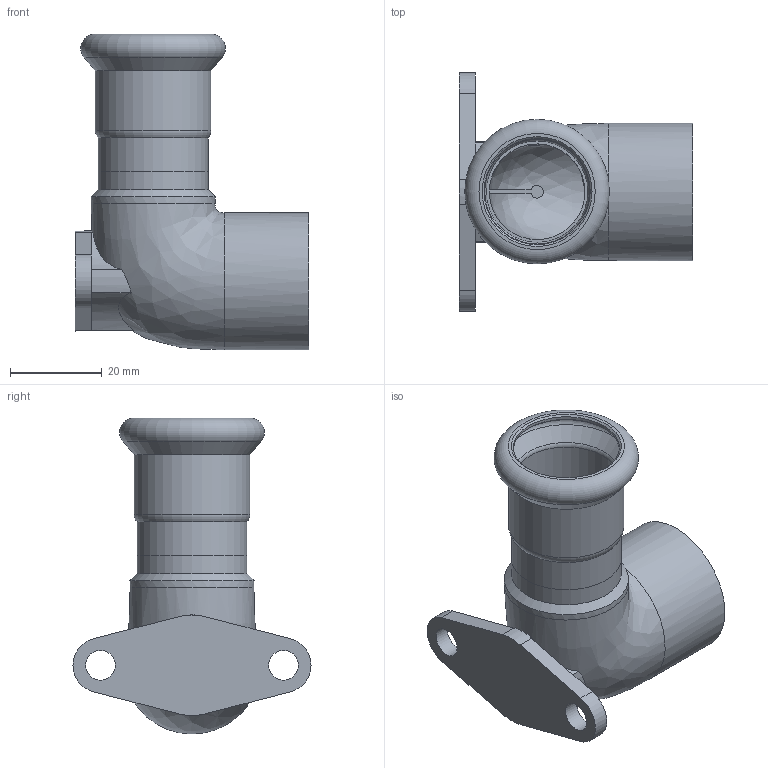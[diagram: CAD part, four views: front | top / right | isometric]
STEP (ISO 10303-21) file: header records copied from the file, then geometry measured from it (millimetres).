
FILE_DESCRIPTION(/* description */ (''),/* implementation_level */ '2;1');
FILE_NAME(/* name */ '83407.stp',/* time_stamp */ '2014-04-03T09:45:39+02:00',/* author */ ('bruh'),/* organization */ (''),/* preprocessor_version */ 'ST-DEVELOPER v15.2',/* originating_system */ 'Autodesk Inventor 2014',/* authorisation */ '');
FILE_SCHEMA (('AUTOMOTIVE_DESIGN { 1 0 10303 214 3 1 1 }'));
Length unit declared in the file: millimetre
Products named in the file (3): 100233; 90710; 83407
Bounding box: 51 x 52 x 69 mm (x, y, z)
Volume: 19744 mm3; surface area: 16058.3 mm2
Topology: 2 solids, 2 shells, 52 faces, 127 edges, 83 vertices
Faces by surface type: cylinder 23, plane 17, cone 6, torus 4, bspline 2
Full cylindrical faces by diameter (mm): 6.5 x2, 20.9 x1, 21 x1, 22.2 x1, 23.2 x1, 24 x2, 24.117 x1, 25.3 x1, 27.1 x1, 30 x1
Entity records: 2093 total; most frequent: CARTESIAN_POINT 805, DIRECTION 258, ORIENTED_EDGE 208, AXIS2_PLACEMENT_3D 113, EDGE_CURVE 104, EDGE_LOOP 86, VERTEX_POINT 82, CIRCLE 58
